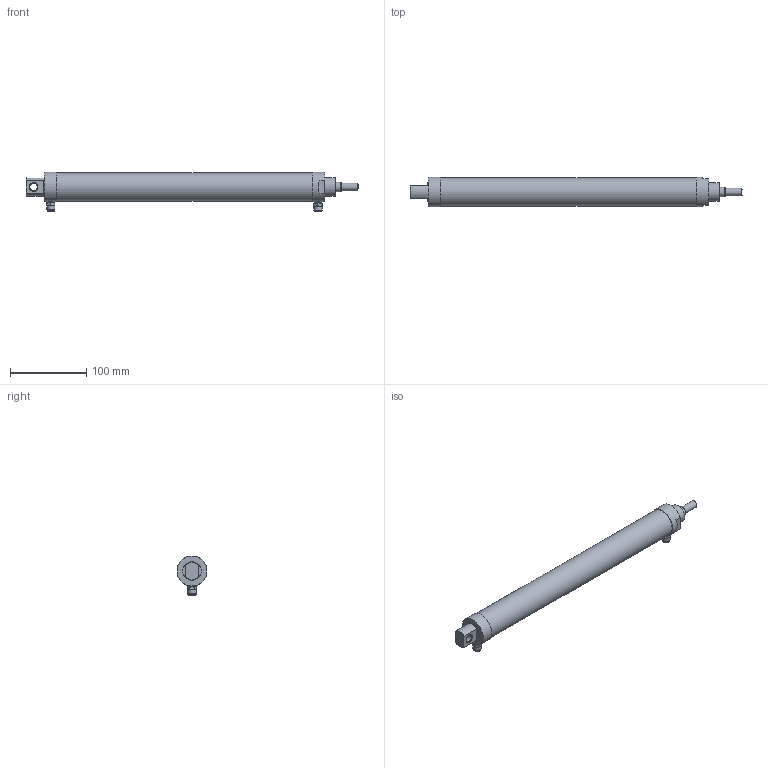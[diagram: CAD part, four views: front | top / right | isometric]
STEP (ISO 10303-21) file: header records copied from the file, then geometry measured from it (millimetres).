
FILE_DESCRIPTION(/* description */ (''),/* implementation_level */ '2;1');
FILE_NAME(/* name */ 'MAL32X300.step',/* time_stamp */ '2021-02-04T16:15:00-05:00',/* author */ (''),/* organization */ (''),/* preprocessor_version */ 'ST-DEVELOPER v18.1',/* originating_system */ 'Autodesk Translation Framework v9.7.1.1290',/* authorisation */ '');
FILE_SCHEMA (('AUTOMOTIVE_DESIGN { 1 0 10303 214 3 1 1 }','TECHNICAL_DATA_PACKAGING','MODEL_BASED_INTEGRATED_MANUFACTURING_SCHEMA'));
Length unit declared in the file: millimetre
Products named in the file (5): MAL32X300; cyl body; cyl rod; 5225K303; 5225K303 (1)
Assembly tree (4 placements, depth 2):
  MAL32X300
    cyl body
    cyl rod
    5225K303
    5225K303 (1)
Bounding box: 435.25 x 39.17 x 52.29 mm (x, y, z)
Volume: 408992.8 mm3; surface area: 78295.3 mm2
Topology: 4 solids, 4 shells, 141 faces, 343 edges, 226 vertices
Faces by surface type: plane 56, cone 54, cylinder 19, bspline 10, torus 2
Full cylindrical faces by diameter (mm): 6 x2, 8.91 x2, 9.525 x2, 9.792 x1, 9.9 x2, 9.97 x1, 11 x2, 12.04 x2, 23.876 x1, 24.067 x1, 37.084 x1, 39.167 x2
Entity records: 22302 total; most frequent: CARTESIAN_POINT 19139, ORIENTED_EDGE 686, DIRECTION 565, EDGE_CURVE 343, AXIS2_PLACEMENT_3D 234, VERTEX_POINT 226, EDGE_LOOP 163, FACE_OUTER_BOUND 141
